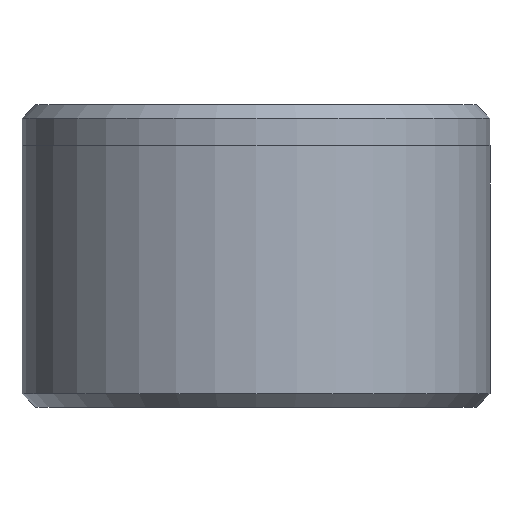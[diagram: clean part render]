
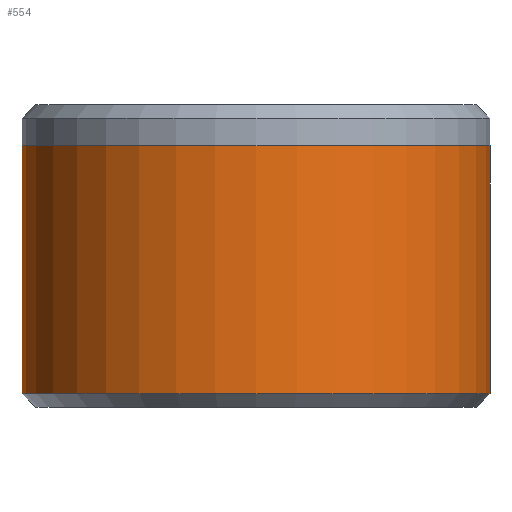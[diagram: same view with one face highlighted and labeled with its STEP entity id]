
A CAD part, front view. The second image highlights one B-rep face of the part: STEP entity #554.
In plain terms, the highlighted cylindrical face has radius 17 mm (diameter 34 mm), a partial arc.
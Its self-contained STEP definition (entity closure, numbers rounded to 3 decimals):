
#13 = DIRECTION ( 'NONE',  ( 0., 0., -1. ) ) ;
#16 = EDGE_CURVE ( 'NONE', #171, #147, #1916, .T. ) ;
#41 = LINE ( 'NONE', #1598, #1828 ) ;
#147 = VERTEX_POINT ( 'NONE', #2134 ) ;
#161 = CYLINDRICAL_SURFACE ( 'NONE', #481, 17. ) ;
#162 = EDGE_CURVE ( 'NONE', #147, #1350, #1693, .T. ) ;
#171 = VERTEX_POINT ( 'NONE', #585 ) ;
#192 = DIRECTION ( 'NONE',  ( 0., 0., -1. ) ) ;
#212 = DIRECTION ( 'NONE',  ( 0., 0., 1. ) ) ;
#256 = ORIENTED_EDGE ( 'NONE', *, *, #162, .T. ) ;
#350 = AXIS2_PLACEMENT_3D ( 'NONE', #2187, #2195, #383 ) ;
#383 = DIRECTION ( 'NONE',  ( 1., 0., 0. ) ) ;
#481 = AXIS2_PLACEMENT_3D ( 'NONE', #1586, #1595, #919 ) ;
#554 = ADVANCED_FACE ( 'NONE', ( #1154 ), #161, .T. ) ;
#584 = CIRCLE ( 'NONE', #1139, 17. ) ;
#585 = CARTESIAN_POINT ( 'NONE',  ( -17., 0., 19. ) ) ;
#742 = CARTESIAN_POINT ( 'NONE',  ( -17., 0., 22. ) ) ;
#761 = ORIENTED_EDGE ( 'NONE', *, *, #1461, .F. ) ;
#766 = VERTEX_POINT ( 'NONE', #949 ) ;
#919 = DIRECTION ( 'NONE',  ( -1., 0., 0. ) ) ;
#949 = CARTESIAN_POINT ( 'NONE',  ( 17., 0., 19. ) ) ;
#1115 = ORIENTED_EDGE ( 'NONE', *, *, #1722, .F. ) ;
#1139 = AXIS2_PLACEMENT_3D ( 'NONE', #1917, #212, #1435 ) ;
#1154 = FACE_OUTER_BOUND ( 'NONE', #1505, .T. ) ;
#1350 = VERTEX_POINT ( 'NONE', #1973 ) ;
#1435 = DIRECTION ( 'NONE',  ( 1., 0., 0. ) ) ;
#1461 = EDGE_CURVE ( 'NONE', #766, #1350, #41, .T. ) ;
#1462 = VECTOR ( 'NONE', #192, 1000. ) ;
#1505 = EDGE_LOOP ( 'NONE', ( #761, #1115, #1619, #256 ) ) ;
#1586 = CARTESIAN_POINT ( 'NONE',  ( 0., 0., 22. ) ) ;
#1595 = DIRECTION ( 'NONE',  ( 0., 0., -1. ) ) ;
#1598 = CARTESIAN_POINT ( 'NONE',  ( 17., 0., 22. ) ) ;
#1619 = ORIENTED_EDGE ( 'NONE', *, *, #16, .T. ) ;
#1693 = CIRCLE ( 'NONE', #350, 17. ) ;
#1722 = EDGE_CURVE ( 'NONE', #171, #766, #584, .T. ) ;
#1828 = VECTOR ( 'NONE', #13, 1000. ) ;
#1916 = LINE ( 'NONE', #742, #1462 ) ;
#1917 = CARTESIAN_POINT ( 'NONE',  ( 0., 0., 19. ) ) ;
#1973 = CARTESIAN_POINT ( 'NONE',  ( 17., 0., 1. ) ) ;
#2134 = CARTESIAN_POINT ( 'NONE',  ( -17., 0., 1. ) ) ;
#2187 = CARTESIAN_POINT ( 'NONE',  ( 0., 0., 1. ) ) ;
#2195 = DIRECTION ( 'NONE',  ( 0., 0., 1. ) ) ;
